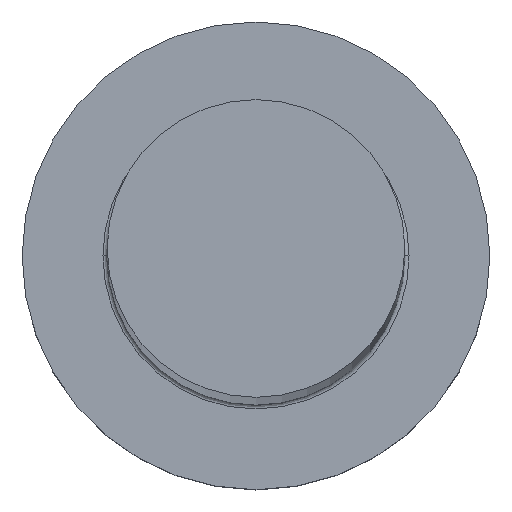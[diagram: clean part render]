
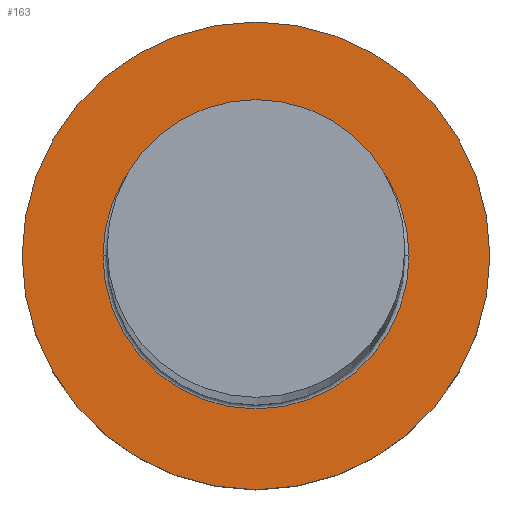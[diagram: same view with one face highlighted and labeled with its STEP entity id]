
A CAD part, top view. The second image highlights one B-rep face of the part: STEP entity #163.
In plain terms, the highlighted planar face has unit normal (0, 0, 1).
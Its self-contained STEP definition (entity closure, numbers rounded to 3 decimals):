
#2 = EDGE_CURVE ( 'NONE', #134, #170, #26, .T. ) ;
#26 = CIRCLE ( 'NONE', #277, 7.2 ) ;
#27 = DIRECTION ( 'NONE',  ( 1., 0., 0. ) ) ;
#30 = DIRECTION ( 'NONE',  ( 1., 0., 0. ) ) ;
#43 = ORIENTED_EDGE ( 'NONE', *, *, #205, .T. ) ;
#53 = DIRECTION ( 'NONE',  ( 1., 0., 0. ) ) ;
#58 = DIRECTION ( 'NONE',  ( 0., 0., -1. ) ) ;
#64 = CIRCLE ( 'NONE', #198, 11. ) ;
#67 = CIRCLE ( 'NONE', #93, 7.2 ) ;
#75 = ORIENTED_EDGE ( 'NONE', *, *, #255, .T. ) ;
#79 = CARTESIAN_POINT ( 'NONE',  ( 0., 0., 7. ) ) ;
#93 = AXIS2_PLACEMENT_3D ( 'NONE', #238, #58, #30 ) ;
#96 = CARTESIAN_POINT ( 'NONE',  ( 0., 0., 7. ) ) ;
#102 = PLANE ( 'NONE',  #290 ) ;
#119 = VERTEX_POINT ( 'NONE', #124 ) ;
#122 = CARTESIAN_POINT ( 'NONE',  ( 11., 0., 7. ) ) ;
#124 = CARTESIAN_POINT ( 'NONE',  ( -11., 0., 7. ) ) ;
#134 = VERTEX_POINT ( 'NONE', #147 ) ;
#136 = EDGE_LOOP ( 'NONE', ( #43, #159 ) ) ;
#137 = DIRECTION ( 'NONE',  ( 1., 0., 0. ) ) ;
#139 = DIRECTION ( 'NONE',  ( 0., 0., -1. ) ) ;
#141 = EDGE_LOOP ( 'NONE', ( #189, #75 ) ) ;
#147 = CARTESIAN_POINT ( 'NONE',  ( -7.2, 0., 7. ) ) ;
#150 = EDGE_CURVE ( 'NONE', #119, #226, #64, .T. ) ;
#159 = ORIENTED_EDGE ( 'NONE', *, *, #2, .T. ) ;
#163 = ADVANCED_FACE ( 'NONE', ( #283, #240 ), #102, .T. ) ;
#164 = AXIS2_PLACEMENT_3D ( 'NONE', #202, #215, #289 ) ;
#170 = VERTEX_POINT ( 'NONE', #174 ) ;
#174 = CARTESIAN_POINT ( 'NONE',  ( 7.2, 0., 7. ) ) ;
#176 = DIRECTION ( 'NONE',  ( 0., 0., 1. ) ) ;
#185 = CIRCLE ( 'NONE', #164, 11. ) ;
#189 = ORIENTED_EDGE ( 'NONE', *, *, #150, .T. ) ;
#198 = AXIS2_PLACEMENT_3D ( 'NONE', #79, #241, #53 ) ;
#202 = CARTESIAN_POINT ( 'NONE',  ( 0., 0., 7. ) ) ;
#205 = EDGE_CURVE ( 'NONE', #170, #134, #67, .T. ) ;
#213 = CARTESIAN_POINT ( 'NONE',  ( 0., 0., 7. ) ) ;
#215 = DIRECTION ( 'NONE',  ( 0., 0., 1. ) ) ;
#226 = VERTEX_POINT ( 'NONE', #122 ) ;
#238 = CARTESIAN_POINT ( 'NONE',  ( 0., 0., 7. ) ) ;
#240 = FACE_OUTER_BOUND ( 'NONE', #141, .T. ) ;
#241 = DIRECTION ( 'NONE',  ( 0., 0., 1. ) ) ;
#255 = EDGE_CURVE ( 'NONE', #226, #119, #185, .T. ) ;
#277 = AXIS2_PLACEMENT_3D ( 'NONE', #213, #139, #137 ) ;
#283 = FACE_BOUND ( 'NONE', #136, .T. ) ;
#289 = DIRECTION ( 'NONE',  ( 1., 0., 0. ) ) ;
#290 = AXIS2_PLACEMENT_3D ( 'NONE', #96, #176, #27 ) ;
